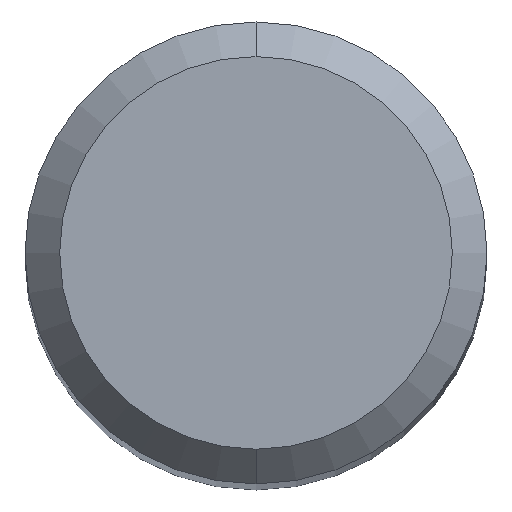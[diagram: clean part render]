
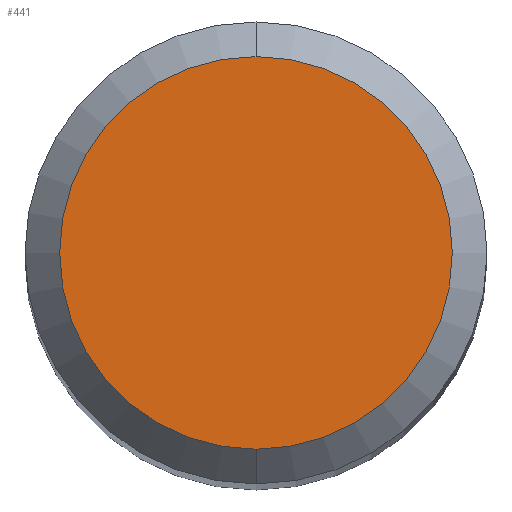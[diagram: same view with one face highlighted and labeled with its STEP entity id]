
A CAD part, top view. The second image highlights one B-rep face of the part: STEP entity #441.
In plain terms, the highlighted planar face has unit normal (0, 0, 1).
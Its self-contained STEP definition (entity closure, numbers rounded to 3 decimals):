
#441=ADVANCED_FACE('',(#1268),#1269,.T.);
#481=EDGE_CURVE('',#681,#937,#1317,.T.);
#679=EDGE_CURVE('',#937,#681,#1539,.T.);
#681=VERTEX_POINT('',#1541);
#937=VERTEX_POINT('',#1811);
#1268=FACE_OUTER_BOUND('',#2179,.T.);
#1269=PLANE('',#2180);
#1317=CIRCLE('',#2433,1.7);
#1539=CIRCLE('',#3426,1.7);
#1541=CARTESIAN_POINT('',(0.,-1.7,0.0));
#1811=CARTESIAN_POINT('',(0.0,1.7,0.0));
#2179=EDGE_LOOP('',(#5840,#5841));
#2180=AXIS2_PLACEMENT_3D('',#5842,#5843,#5844);
#2433=AXIS2_PLACEMENT_3D('',#5954,#5955,#5956);
#3426=AXIS2_PLACEMENT_3D('',#6229,#6230,#6231);
#5840=ORIENTED_EDGE('',*,*,#679,.F.);
#5841=ORIENTED_EDGE('',*,*,#481,.F.);
#5842=CARTESIAN_POINT('',(0.0,0.85,0.0));
#5843=DIRECTION('',(-0.0,0.0,1.0));
#5844=DIRECTION('',(0.0,-1.0,0.0));
#5954=CARTESIAN_POINT('',(0.0,0.0,0.0));
#5955=DIRECTION('',(0.0,0.0,-1.0));
#5956=DIRECTION('',(0.0,1.0,0.0));
#6229=CARTESIAN_POINT('',(0.0,0.0,0.0));
#6230=DIRECTION('',(0.0,0.0,-1.0));
#6231=DIRECTION('',(0.0,1.0,0.0));
